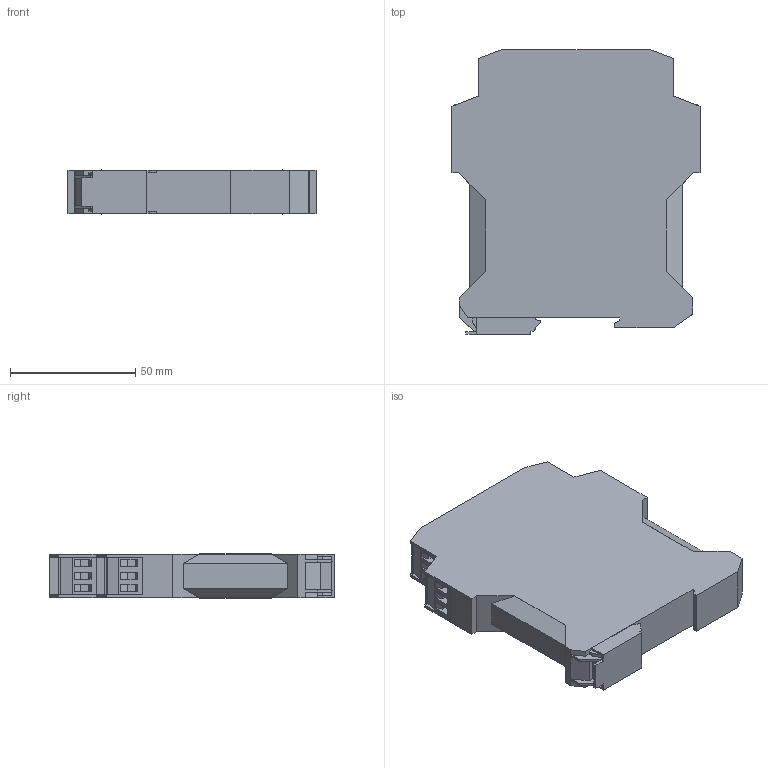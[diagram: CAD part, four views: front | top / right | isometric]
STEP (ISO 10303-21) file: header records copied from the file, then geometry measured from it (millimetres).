
FILE_DESCRIPTION(('SolidDesigner STEP Export'),'2;1');
FILE_NAME('16121_2_CMS_UI_2UI.stp','2014-09-16T12:50:40',(''),(''),'Creo Elements/Direct Modeling STEP processor for AP214 (Solid Model)','Creo Elements/Direct Modeling 18.1B 29-Sep-2012 (C) Parametric Technology GmbH','');
FILE_SCHEMA(('AUTOMOTIVE_DESIGN { 1 0 10303 214 1 1 1 1 }'));
Length unit declared in the file: millimetre
Products named in the file (2): 16121_2_CMS_UI_2UI
Assembly tree (1 placements, depth 2):
  16121_2_CMS_UI_2UI
    16121_2_CMS_UI_2UI
Bounding box: 99 x 113.6 x 17.6 mm (x, y, z)
Volume: 164634.3 mm3; surface area: 30691.6 mm2
Topology: 1 solids, 1 shells, 356 faces, 916 edges, 600 vertices
Faces by surface type: plane 330, cylinder 26
Entity records: 13234 total; most frequent: ORIENTED_EDGE 1832, CARTESIAN_POINT 1822, DIRECTION 1585, EDGE_CURVE 916, VECTOR 859, LINE 859, VERTEX_POINT 600, EDGE_LOOP 394
